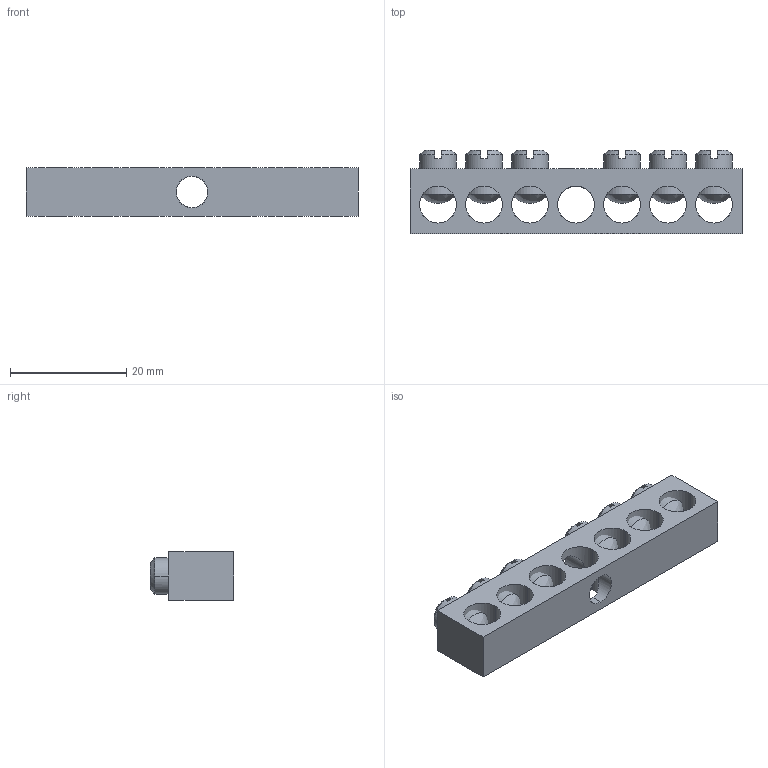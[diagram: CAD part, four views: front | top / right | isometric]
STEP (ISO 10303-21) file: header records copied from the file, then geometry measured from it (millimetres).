
FILE_DESCRIPTION (( 'STEP AP203' ), '1' );
FILE_NAME ('NA-404-1.step', '2023-11-15T15:13:39', ( '' ), ( '' ), 'SwSTEP 2.0', 'SolidWorks 2023', '' );
FILE_SCHEMA (( 'CONFIG_CONTROL_DESIGN' ));
Length unit declared in the file: inch
Products named in the file (1): NA-404-1
Bounding box: 57.16 x 14.35 x 8.4 mm (x, y, z)
Volume: 4423.1 mm3; surface area: 4620.7 mm2
Topology: 7 solids, 7 shells, 132 faces, 300 edges, 194 vertices
Faces by surface type: cylinder 54, plane 48, cone 18, bspline 12
Entity records: 4663 total; most frequent: CARTESIAN_POINT 1587, DIRECTION 618, ORIENTED_EDGE 600, EDGE_CURVE 300, AXIS2_PLACEMENT_3D 249, VERTEX_POINT 194, EDGE_LOOP 174, FACE_OUTER_BOUND 132
